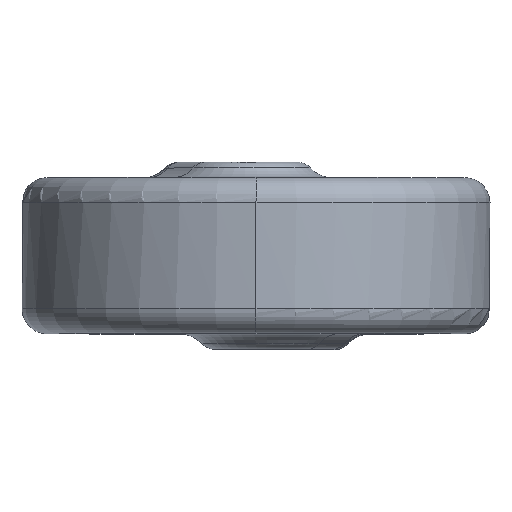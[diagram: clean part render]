
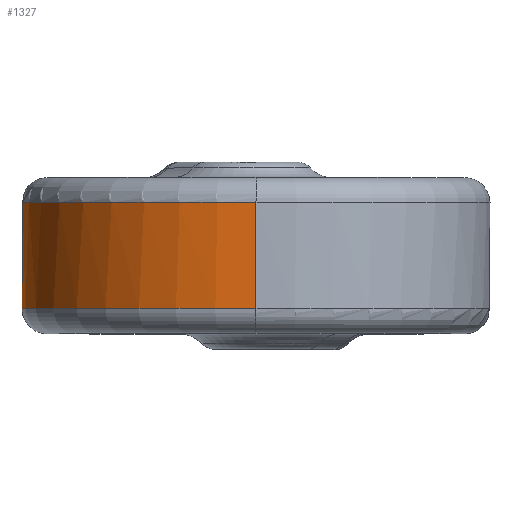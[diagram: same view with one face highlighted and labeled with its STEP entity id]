
A CAD part, top view. The second image highlights one B-rep face of the part: STEP entity #1327.
In plain terms, the highlighted cylindrical face has radius 7.5 mm (diameter 15 mm), a partial arc.
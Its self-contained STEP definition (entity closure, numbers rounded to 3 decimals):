
#40 = ORIENTED_EDGE ( 'NONE', *, *, #1890, .T. ) ;
#108 = ORIENTED_EDGE ( 'NONE', *, *, #2085, .T. ) ;
#147 = CARTESIAN_POINT ( 'NONE',  ( -2.499, 0.833, 6.928 ) ) ;
#313 = CARTESIAN_POINT ( 'NONE',  ( -3.352, 1.455, 7.29 ) ) ;
#371 = CARTESIAN_POINT ( 'NONE',  ( -2.302, 0.802, 6.862 ) ) ;
#397 = CARTESIAN_POINT ( 'NONE',  ( 0., -1.7, 6.5 ) ) ;
#417 = CYLINDRICAL_SURFACE ( 'NONE', #1745, 7.5 ) ;
#429 = AXIS2_PLACEMENT_3D ( 'NONE', #1296, #1965, #2867 ) ;
#449 = CARTESIAN_POINT ( 'NONE',  ( 0., -1.7, 14. ) ) ;
#455 = EDGE_CURVE ( 'NONE', #2354, #2319, #2876, .T. ) ;
#484 = DIRECTION ( 'NONE',  ( 0., -1., 0. ) ) ;
#526 = CIRCLE ( 'NONE', #429, 7.5 ) ;
#549 = DIRECTION ( 'NONE',  ( 0., 1., 0. ) ) ;
#592 = VECTOR ( 'NONE', #2636, 1000. ) ;
#597 = CARTESIAN_POINT ( 'NONE',  ( -1.197, 1.279, 6.596 ) ) ;
#606 = CARTESIAN_POINT ( 'NONE',  ( -1.699, 0.905, 6.695 ) ) ;
#711 = EDGE_LOOP ( 'NONE', ( #2239, #40, #2948, #1594, #108, #1863 ) ) ;
#772 = CARTESIAN_POINT ( 'NONE',  ( -3.035, 1.103, 7.141 ) ) ;
#833 = CARTESIAN_POINT ( 'NONE',  ( -1.96, 0.817, 6.759 ) ) ;
#895 = CARTESIAN_POINT ( 'NONE',  ( 0., -2.5, 6.5 ) ) ;
#905 = CIRCLE ( 'NONE', #1009, 7.5 ) ;
#910 = CARTESIAN_POINT ( 'NONE',  ( -0.936, 1.7, 6.559 ) ) ;
#1000 = CARTESIAN_POINT ( 'NONE',  ( -3.181, 1.24, 7.208 ) ) ;
#1009 = AXIS2_PLACEMENT_3D ( 'NONE', #449, #2942, #2717 ) ;
#1014 = FACE_OUTER_BOUND ( 'NONE', #711, .T. ) ;
#1060 = CARTESIAN_POINT ( 'NONE',  ( -1.514, 1.003, 6.654 ) ) ;
#1127 = VECTOR ( 'NONE', #1439, 1000. ) ;
#1140 = VERTEX_POINT ( 'NONE', #1691 ) ;
#1144 = CARTESIAN_POINT ( 'NONE',  ( 0., 1.7, 21.5 ) ) ;
#1157 = CIRCLE ( 'NONE', #1882, 7.5 ) ;
#1219 = CARTESIAN_POINT ( 'NONE',  ( -3.226, 1.291, 7.229 ) ) ;
#1247 = EDGE_CURVE ( 'NONE', #1481, #2471, #1157, .T. ) ;
#1270 = CARTESIAN_POINT ( 'NONE',  ( -2.869, 0.985, 7.07 ) ) ;
#1284 = CARTESIAN_POINT ( 'NONE',  ( -2.564, 0.85, 6.951 ) ) ;
#1296 = CARTESIAN_POINT ( 'NONE',  ( 0., 1.7, 14. ) ) ;
#1307 = CARTESIAN_POINT ( 'NONE',  ( -2.367, 0.809, 6.883 ) ) ;
#1327 = ADVANCED_FACE ( 'NONE', ( #1014 ), #417, .T. ) ;
#1439 = DIRECTION ( 'NONE',  ( 0., 1., 0. ) ) ;
#1474 = CARTESIAN_POINT ( 'NONE',  ( 0., -2.5, 14. ) ) ;
#1478 = CARTESIAN_POINT ( 'NONE',  ( -1.763, 0.879, 6.71 ) ) ;
#1481 = VERTEX_POINT ( 'NONE', #910 ) ;
#1522 = CARTESIAN_POINT ( 'NONE',  ( -0.936, 1.7, 6.559 ) ) ;
#1529 = EDGE_CURVE ( 'NONE', #2131, #2471, #2959, .T. ) ;
#1594 = ORIENTED_EDGE ( 'NONE', *, *, #2143, .T. ) ;
#1626 = CARTESIAN_POINT ( 'NONE',  ( 0., 1.7, 14. ) ) ;
#1655 = CARTESIAN_POINT ( 'NONE',  ( 0., -2.5, 21.5 ) ) ;
#1659 = CARTESIAN_POINT ( 'NONE',  ( 0., -1.7, 21.5 ) ) ;
#1661 = CARTESIAN_POINT ( 'NONE',  ( -3.475, 1.7, 7.354 ) ) ;
#1691 = CARTESIAN_POINT ( 'NONE',  ( -3.475, 1.7, 7.354 ) ) ;
#1697 = CARTESIAN_POINT ( 'NONE',  ( -2.926, 1.021, 7.094 ) ) ;
#1745 = AXIS2_PLACEMENT_3D ( 'NONE', #1474, #549, #2173 ) ;
#1769 = CARTESIAN_POINT ( 'NONE',  ( -2.692, 0.896, 7. ) ) ;
#1863 = ORIENTED_EDGE ( 'NONE', *, *, #1247, .T. ) ;
#1882 = AXIS2_PLACEMENT_3D ( 'NONE', #1626, #484, #2314 ) ;
#1890 = EDGE_CURVE ( 'NONE', #2131, #2354, #905, .T. ) ;
#1917 = B_SPLINE_CURVE_WITH_KNOTS ( 'NONE', 3,
 ( #1661, #2363, #313, #1219, #1000, #2837, #772, #1697, #1270, #2206, #1769, #1284, #147, #1307, #371, #2004, #833, #1478, #606, #2646, #1060, #2428, #2684, #2217, #597, #2884, #2454, #1522 ),
 .UNSPECIFIED., .F., .F.,
 ( 4, 2, 2, 2, 2, 2, 2, 2, 2, 2, 2, 2, 2, 4 ),
 ( 0., 0.125, 0.187, 0.25, 0.312, 0.375, 0.437, 0.5, 0.625, 0.687, 0.75, 0.812, 0.875, 1. ),
 .UNSPECIFIED. ) ;
#1965 = DIRECTION ( 'NONE',  ( 0., -1., 0. ) ) ;
#2004 = CARTESIAN_POINT ( 'NONE',  ( -2.096, 0.797, 6.797 ) ) ;
#2085 = EDGE_CURVE ( 'NONE', #1140, #1481, #1917, .T. ) ;
#2131 = VERTEX_POINT ( 'NONE', #397 ) ;
#2143 = EDGE_CURVE ( 'NONE', #2319, #1140, #526, .T. ) ;
#2173 = DIRECTION ( 'NONE',  ( 0., 0., 1. ) ) ;
#2206 = CARTESIAN_POINT ( 'NONE',  ( -2.751, 0.922, 7.023 ) ) ;
#2217 = CARTESIAN_POINT ( 'NONE',  ( -1.245, 1.225, 6.604 ) ) ;
#2239 = ORIENTED_EDGE ( 'NONE', *, *, #1529, .F. ) ;
#2258 = CARTESIAN_POINT ( 'NONE',  ( 0., 1.7, 6.5 ) ) ;
#2314 = DIRECTION ( 'NONE',  ( 0., 0., -1. ) ) ;
#2319 = VERTEX_POINT ( 'NONE', #1144 ) ;
#2354 = VERTEX_POINT ( 'NONE', #1659 ) ;
#2363 = CARTESIAN_POINT ( 'NONE',  ( -3.42, 1.572, 7.325 ) ) ;
#2428 = CARTESIAN_POINT ( 'NONE',  ( -1.401, 1.084, 6.632 ) ) ;
#2454 = CARTESIAN_POINT ( 'NONE',  ( -0.994, 1.566, 6.566 ) ) ;
#2471 = VERTEX_POINT ( 'NONE', #2258 ) ;
#2636 = DIRECTION ( 'NONE',  ( 0., 1., 0. ) ) ;
#2646 = CARTESIAN_POINT ( 'NONE',  ( -1.575, 0.966, 6.667 ) ) ;
#2684 = CARTESIAN_POINT ( 'NONE',  ( -1.347, 1.128, 6.622 ) ) ;
#2717 = DIRECTION ( 'NONE',  ( 0., 0., -1. ) ) ;
#2837 = CARTESIAN_POINT ( 'NONE',  ( -3.085, 1.146, 7.164 ) ) ;
#2867 = DIRECTION ( 'NONE',  ( 0., 0., -1. ) ) ;
#2876 = LINE ( 'NONE', #1655, #1127 ) ;
#2884 = CARTESIAN_POINT ( 'NONE',  ( -1.066, 1.444, 6.576 ) ) ;
#2942 = DIRECTION ( 'NONE',  ( 0., 1., 0. ) ) ;
#2948 = ORIENTED_EDGE ( 'NONE', *, *, #455, .T. ) ;
#2959 = LINE ( 'NONE', #895, #592 ) ;
